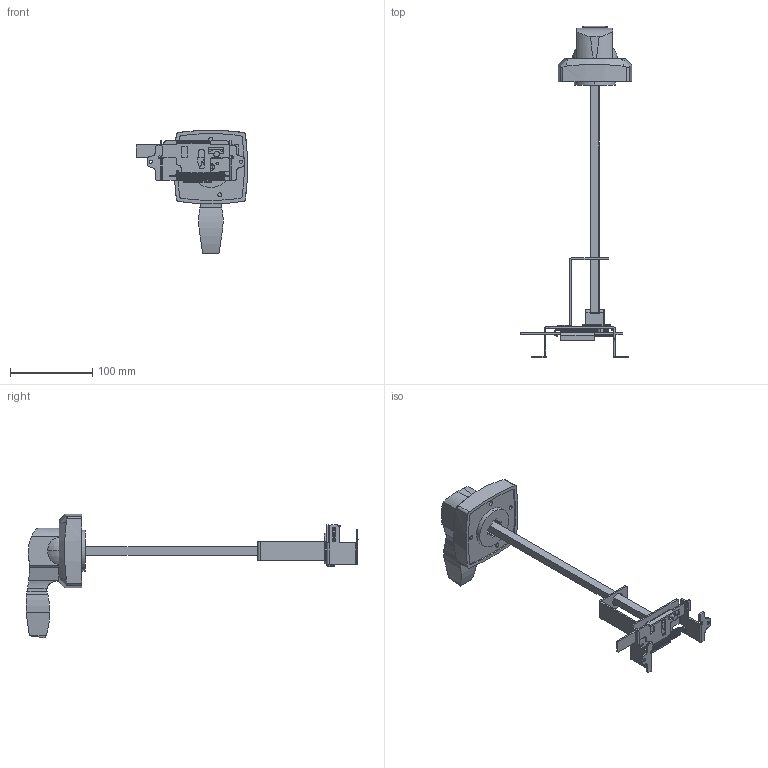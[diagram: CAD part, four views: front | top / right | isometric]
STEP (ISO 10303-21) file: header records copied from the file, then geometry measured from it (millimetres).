
FILE_DESCRIPTION (( 'STEP AP203' ), '1' );
FILE_NAME ('GCBX1-EHR-N3R4-BK.step', '2021-09-02T14:08:20', ( '' ), ( '' ), 'SwSTEP 2.0', 'SolidWorks 2021', '' );
FILE_SCHEMA (( 'CONFIG_CONTROL_DESIGN' ));
Length unit declared in the file: millimetre
Products named in the file (1): GCBX1-EHR-N3R4-BK
Bounding box: 135.53 x 404.87 x 150.58 mm (x, y, z)
Volume: 386744.7 mm3; surface area: 95663.3 mm2
Topology: 6 solids, 6 shells, 577 faces, 1725 edges, 1135 vertices
Faces by surface type: cylinder 242, plane 235, bspline 85, cone 10, sphere 5
Entity records: 37854 total; most frequent: CARTESIAN_POINT 22858, ORIENTED_EDGE 3442, DIRECTION 2709, EDGE_CURVE 1721, VERTEX_POINT 1134, AXIS2_PLACEMENT_3D 955, LINE 799, VECTOR 799
